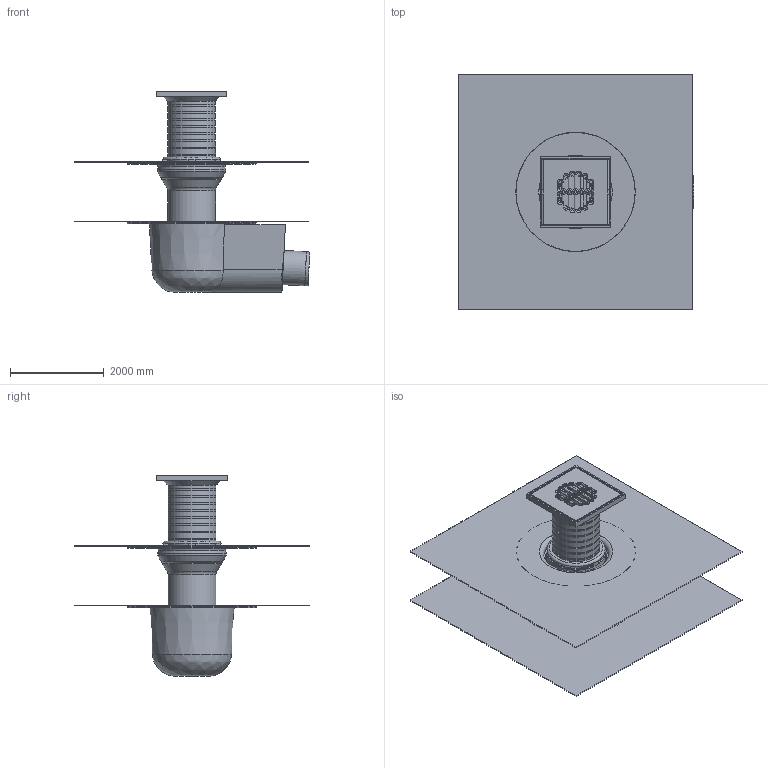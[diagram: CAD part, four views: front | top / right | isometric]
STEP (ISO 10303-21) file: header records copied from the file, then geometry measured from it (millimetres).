
FILE_DESCRIPTION(/* description */ (''),/* implementation_level */ '2;1');
FILE_NAME(/* name */ '16333.070X_3D.stp',/* time_stamp */ '2025-01-06T10:02:50+01:00',/* author */ ('c.rudolph'),/* organization */ (''),/* preprocessor_version */ 'ST-DEVELOPER v20',/* originating_system */ 'AutoCAD Mechanical',/* authorisation */ '');
FILE_SCHEMA (('AUTOMOTIVE_DESIGN { 1 0 10303 214 3 1 1 }'));
Length unit declared in the file: centimetre
Products named in the file (2): Product; *S0
Assembly tree (1 placements, depth 2):
  Product
    *S0
Bounding box: 5018.78 x 5000 x 4276.83 mm (x, y, z)
Volume: 4328144354.5 mm3; surface area: 214107766.9 mm2
Topology: 19 solids, 21 shells, 687 faces, 1629 edges, 1005 vertices
Faces by surface type: plane 273, cylinder 206, torus 118, cone 81, sphere 8, bspline 1
Full cylindrical faces by diameter (mm): 35 x4, 40 x6, 80 x6, 100 x2, 698 x2, 730 x4, 960 x1, 980 x1, 1010 x8, 1020 x13, 1024 x1, 1150 x2, 1160 x4, 1200 x6, 1280 x1, 1330 x2, 1400 x4, 1430 x4, 1460 x3
Entity records: 21504 total; most frequent: CARTESIAN_POINT 5005, DIRECTION 3731, ORIENTED_EDGE 3254, EDGE_CURVE 1627, AXIS2_PLACEMENT_3D 1537, VERTEX_POINT 1001, CIRCLE 822, EDGE_LOOP 774
